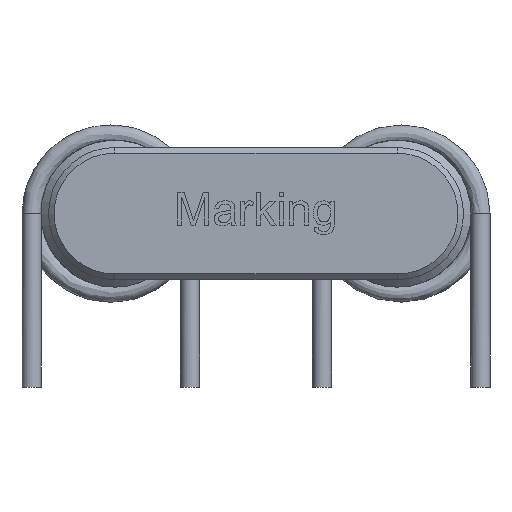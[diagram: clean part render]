
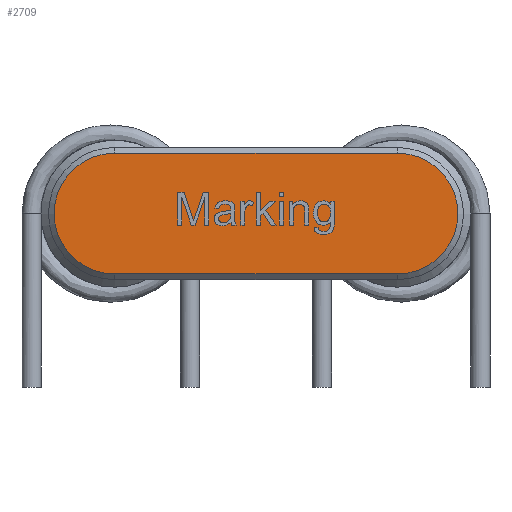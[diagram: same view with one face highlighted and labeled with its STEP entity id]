
A CAD part, front view. The second image highlights one B-rep face of the part: STEP entity #2709.
In plain terms, the highlighted planar face has unit normal (0, -1, 0).
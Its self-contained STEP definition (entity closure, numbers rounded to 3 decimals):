
#390=CIRCLE('',#3425,3.2);
#391=CIRCLE('',#3426,3.2);
#518=ORIENTED_EDGE('',*,*,#1336,.T.);
#519=ORIENTED_EDGE('',*,*,#1337,.T.);
#520=ORIENTED_EDGE('',*,*,#1338,.T.);
#521=ORIENTED_EDGE('',*,*,#1339,.T.);
#1336=EDGE_CURVE('',#1741,#1742,#1982,.T.);
#1337=EDGE_CURVE('',#1742,#1743,#390,.T.);
#1338=EDGE_CURVE('',#1743,#1744,#1983,.T.);
#1339=EDGE_CURVE('',#1744,#1741,#391,.T.);
#1741=VERTEX_POINT('',#4392);
#1742=VERTEX_POINT('',#4393);
#1743=VERTEX_POINT('',#4395);
#1744=VERTEX_POINT('',#4397);
#1982=LINE('',#4391,#2093);
#1983=LINE('',#4396,#2094);
#2093=VECTOR('',#3723,1000.);
#2094=VECTOR('',#3726,1000.);
#2200=EDGE_LOOP('',(#518,#519,#520,#521));
#2411=FACE_BOUND('',#2200,.T.);
#2616=PLANE('',#3424);
#2709=ADVANCED_FACE('',(#2411),#2616,.T.);
#3424=AXIS2_PLACEMENT_3D('',#4390,#3721,#3722);
#3425=AXIS2_PLACEMENT_3D('',#4394,#3724,#3725);
#3426=AXIS2_PLACEMENT_3D('',#4398,#3727,#3728);
#3721=DIRECTION('',(0.,-1.,0.));
#3722=DIRECTION('',(0.,0.,-1.));
#3723=DIRECTION('',(1.,0.,0.));
#3724=DIRECTION('',(0.,-1.,0.));
#3725=DIRECTION('',(0.,0.,-1.));
#3726=DIRECTION('',(-1.,0.,0.));
#3727=DIRECTION('',(0.,-1.,0.));
#3728=DIRECTION('',(0.,0.,-1.));
#4390=CARTESIAN_POINT('',(7.5,-12.,0.));
#4391=CARTESIAN_POINT('',(7.5,-12.,-3.2));
#4392=CARTESIAN_POINT('',(-7.5,-12.,-3.2));
#4393=CARTESIAN_POINT('',(7.5,-12.,-3.2));
#4394=CARTESIAN_POINT('',(7.5,-12.,0.));
#4395=CARTESIAN_POINT('',(7.5,-12.,3.2));
#4396=CARTESIAN_POINT('',(-7.5,-12.,3.2));
#4397=CARTESIAN_POINT('',(-7.5,-12.,3.2));
#4398=CARTESIAN_POINT('',(-7.5,-12.,0.));
